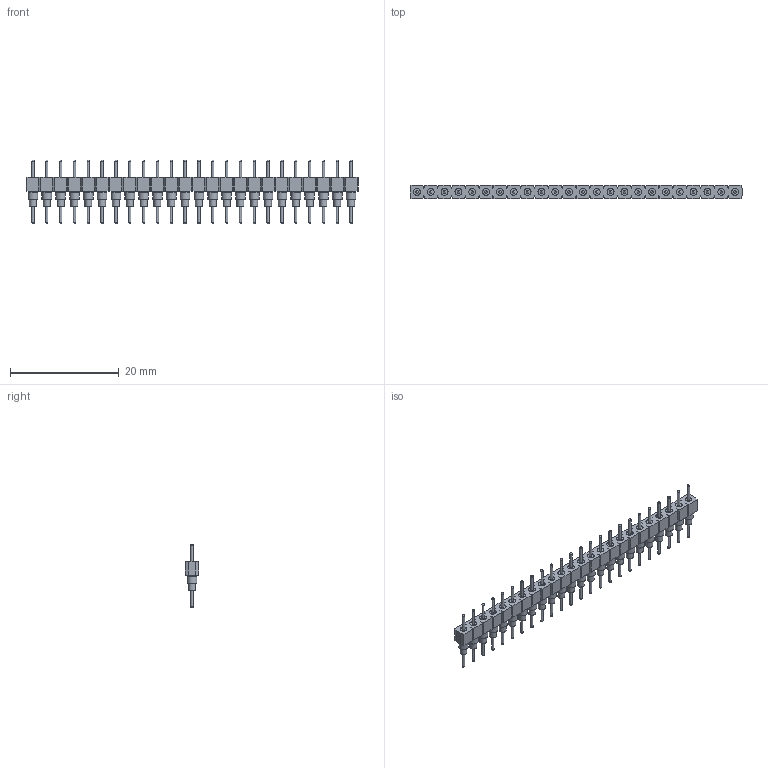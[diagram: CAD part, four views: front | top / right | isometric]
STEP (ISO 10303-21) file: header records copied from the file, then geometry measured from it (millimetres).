
FILE_DESCRIPTION(('FreeCAD Model'),'2;1');
FILE_NAME('Open CASCADE Shape Model','2025-01-12T11:53:10',(''),(''), 'Open CASCADE STEP processor 7.8','FreeCAD','Unknown');
FILE_SCHEMA(('AUTOMOTIVE_DESIGN { 1 0 10303 214 1 1 1 1 }'));
Length unit declared in the file: millimetre
Products named in the file (25): BBS-124-G-A_pins023; BBS-124-G-A_socket; BBS-124-G-A_pins; BBS-124-G-A_pins001; BBS-124-G-A_pins002; BBS-124-G-A_pins003; BBS-124-G-A_pins004; BBS-124-G-A_pins005; BBS-124-G-A_pins006; BBS-124-G-A_pins007; BBS-124-G-A_pins008; BBS-124-G-A_pins009; BBS-124-G-A_pins010; BBS-124-G-A_pins011; BBS-124-G-A_pins012; BBS-124-G-A_pins013; BBS-124-G-A_pins014; BBS-124-G-A_pins015; BBS-124-G-A_pins016; BBS-124-G-A_pins017; BBS-124-G-A_pins018; BBS-124-G-A_pins019; BBS-124-G-A_pins020; BBS-124-G-A_pins021; BBS-124-G-A_pins022
Bounding box: 60.96 x 2.44 x 11.68 mm (x, y, z)
Volume: 508.8 mm3; surface area: 1788.7 mm2
Topology: 25 solids, 25 shells, 436 faces, 1038 edges, 700 vertices
Faces by surface type: plane 244, cylinder 144, sphere 48
Full cylindrical faces by diameter (mm): 0.457 x48, 1.27 x72, 1.778 x24
Entity records: 13024 total; most frequent: CARTESIAN_POINT 2511, DIRECTION 2032, ORIENTED_EDGE 1980, EDGE_CURVE 990, AXIS2_PLACEMENT_3D 797, VERTEX_POINT 700, FACE_BOUND 580, EDGE_LOOP 580
